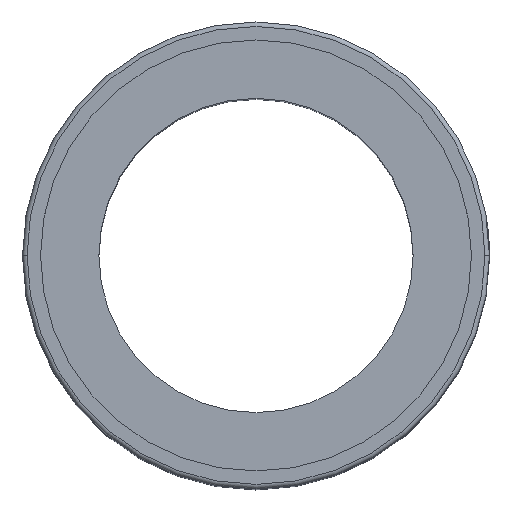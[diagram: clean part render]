
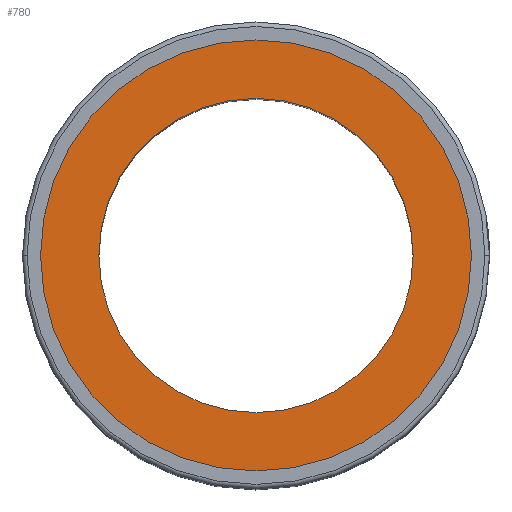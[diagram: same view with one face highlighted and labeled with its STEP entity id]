
A CAD part, top view. The second image highlights one B-rep face of the part: STEP entity #780.
In plain terms, the highlighted planar face has unit normal (0, 0, 1).
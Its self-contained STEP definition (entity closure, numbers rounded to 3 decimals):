
#232 = CARTESIAN_POINT ( 'NONE',  ( 17.5, 0., 34.3 ) ) ;
#404 = DIRECTION ( 'NONE',  ( 1., 0., 0. ) ) ;
#780 = ADVANCED_FACE ( 'NONE', ( #10122, #8981 ), #8693, .T. ) ;
#955 = ORIENTED_EDGE ( 'NONE', *, *, #11308, .F. ) ;
#1238 = VERTEX_POINT ( 'NONE', #7952 ) ;
#1480 = EDGE_CURVE ( 'NONE', #9404, #1238, #14805, .T. ) ;
#2221 = EDGE_LOOP ( 'NONE', ( #2315, #9175 ) ) ;
#2315 = ORIENTED_EDGE ( 'NONE', *, *, #5839, .T. ) ;
#2717 = CARTESIAN_POINT ( 'NONE',  ( 0., 0., 34.3 ) ) ;
#2778 = DIRECTION ( 'NONE',  ( 0., 0., 1. ) ) ;
#2924 = DIRECTION ( 'NONE',  ( 0., 0., 1. ) ) ;
#2993 = CARTESIAN_POINT ( 'NONE',  ( 0., 0., 34.3 ) ) ;
#3093 = CARTESIAN_POINT ( 'NONE',  ( -17.5, 0., 34.3 ) ) ;
#4959 = CARTESIAN_POINT ( 'NONE',  ( 0., 0., 34.3 ) ) ;
#5230 = DIRECTION ( 'NONE',  ( 0., 0., 1. ) ) ;
#5839 = EDGE_CURVE ( 'NONE', #1238, #9404, #13074, .T. ) ;
#6280 = AXIS2_PLACEMENT_3D ( 'NONE', #2717, #5230, #9859 ) ;
#6312 = VERTEX_POINT ( 'NONE', #232 ) ;
#7192 = CARTESIAN_POINT ( 'NONE',  ( 0., 0., 34.3 ) ) ;
#7562 = DIRECTION ( 'NONE',  ( 1., 0., 0. ) ) ;
#7916 = VERTEX_POINT ( 'NONE', #3093 ) ;
#7952 = CARTESIAN_POINT ( 'NONE',  ( 24., 0., 34.3 ) ) ;
#8244 = AXIS2_PLACEMENT_3D ( 'NONE', #2993, #8768, #12205 ) ;
#8672 = AXIS2_PLACEMENT_3D ( 'NONE', #7192, #2778, #9777 ) ;
#8693 = PLANE ( 'NONE',  #11665 ) ;
#8768 = DIRECTION ( 'NONE',  ( 0., 0., 1. ) ) ;
#8981 = FACE_OUTER_BOUND ( 'NONE', #2221, .T. ) ;
#9175 = ORIENTED_EDGE ( 'NONE', *, *, #1480, .T. ) ;
#9404 = VERTEX_POINT ( 'NONE', #12573 ) ;
#9777 = DIRECTION ( 'NONE',  ( 1., 0., 0. ) ) ;
#9859 = DIRECTION ( 'NONE',  ( 1., 0., 0. ) ) ;
#10122 = FACE_BOUND ( 'NONE', #10926, .T. ) ;
#10602 = AXIS2_PLACEMENT_3D ( 'NONE', #4959, #14094, #404 ) ;
#10926 = EDGE_LOOP ( 'NONE', ( #955, #12527 ) ) ;
#11308 = EDGE_CURVE ( 'NONE', #7916, #6312, #13781, .T. ) ;
#11665 = AXIS2_PLACEMENT_3D ( 'NONE', #13361, #2924, #7562 ) ;
#12089 = CIRCLE ( 'NONE', #8672, 17.5 ) ;
#12205 = DIRECTION ( 'NONE',  ( 1., 0., 0. ) ) ;
#12527 = ORIENTED_EDGE ( 'NONE', *, *, #13231, .F. ) ;
#12573 = CARTESIAN_POINT ( 'NONE',  ( -24., 0., 34.3 ) ) ;
#13074 = CIRCLE ( 'NONE', #6280, 24. ) ;
#13231 = EDGE_CURVE ( 'NONE', #6312, #7916, #12089, .T. ) ;
#13361 = CARTESIAN_POINT ( 'NONE',  ( 0., 0., 34.3 ) ) ;
#13781 = CIRCLE ( 'NONE', #10602, 17.5 ) ;
#14094 = DIRECTION ( 'NONE',  ( 0., 0., 1. ) ) ;
#14805 = CIRCLE ( 'NONE', #8244, 24. ) ;
